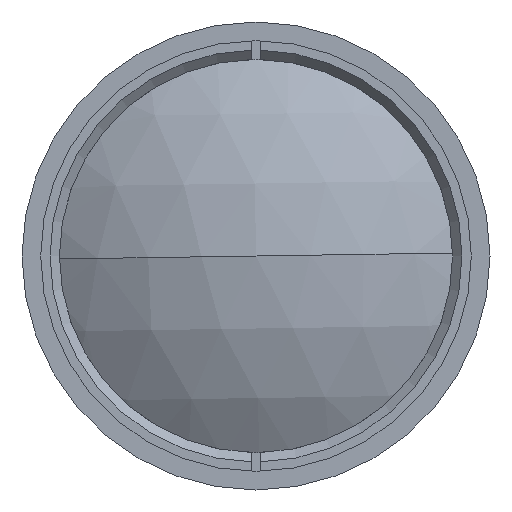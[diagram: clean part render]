
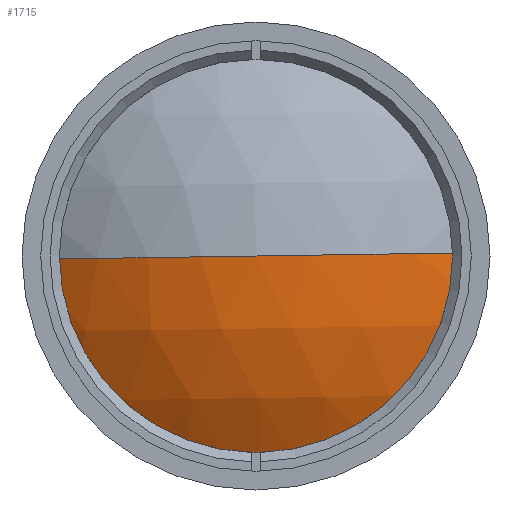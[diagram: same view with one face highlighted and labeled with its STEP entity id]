
A CAD part, left-side view. The second image highlights one B-rep face of the part: STEP entity #1715.
In plain terms, the highlighted spherical face has radius 38.79 mm.
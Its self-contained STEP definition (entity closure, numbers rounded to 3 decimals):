
#250 = CIRCLE ( 'NONE', #1310, 22. ) ;
#399 = AXIS2_PLACEMENT_3D ( 'NONE', #1905, #1121, #2184 ) ;
#477 = DIRECTION ( 'NONE',  ( -1., 0., 0. ) ) ;
#552 = EDGE_CURVE ( 'NONE', #1545, #1328, #250, .T. ) ;
#666 = DIRECTION ( 'NONE',  ( 0., 0.015, 1. ) ) ;
#671 = CARTESIAN_POINT ( 'NONE',  ( 39.822, 0., 0. ) ) ;
#872 = ORIENTED_EDGE ( 'NONE', *, *, #552, .T. ) ;
#961 = DIRECTION ( 'NONE',  ( 0., -1., 0.015 ) ) ;
#980 = EDGE_CURVE ( 'NONE', #1545, #1530, #1792, .T. ) ;
#1087 = SPHERICAL_SURFACE ( 'NONE', #399, 38.79 ) ;
#1121 = DIRECTION ( 'NONE',  ( 0., -0.015, -1. ) ) ;
#1203 = CARTESIAN_POINT ( 'NONE',  ( 7.874, 0., 0. ) ) ;
#1253 = CARTESIAN_POINT ( 'NONE',  ( 7.874, 21.998, -0.33 ) ) ;
#1300 = FACE_OUTER_BOUND ( 'NONE', #2287, .T. ) ;
#1310 = AXIS2_PLACEMENT_3D ( 'NONE', #1203, #477, #2030 ) ;
#1312 = CARTESIAN_POINT ( 'NONE',  ( 1.032, 0., 0. ) ) ;
#1318 = ORIENTED_EDGE ( 'NONE', *, *, #1512, .T. ) ;
#1328 = VERTEX_POINT ( 'NONE', #2261 ) ;
#1361 = DIRECTION ( 'NONE',  ( 0., 1., -0.015 ) ) ;
#1368 = DIRECTION ( 'NONE',  ( 0., -0.015, -1. ) ) ;
#1374 = CARTESIAN_POINT ( 'NONE',  ( 39.822, 0., 0. ) ) ;
#1512 = EDGE_CURVE ( 'NONE', #1328, #1530, #2251, .T. ) ;
#1530 = VERTEX_POINT ( 'NONE', #1312 ) ;
#1545 = VERTEX_POINT ( 'NONE', #1253 ) ;
#1574 = AXIS2_PLACEMENT_3D ( 'NONE', #671, #666, #961 ) ;
#1625 = ORIENTED_EDGE ( 'NONE', *, *, #980, .F. ) ;
#1715 = ADVANCED_FACE ( 'NONE', ( #1300 ), #1087, .T. ) ;
#1792 = CIRCLE ( 'NONE', #1574, 38.79 ) ;
#1905 = CARTESIAN_POINT ( 'NONE',  ( 39.822, 0., 0. ) ) ;
#2030 = DIRECTION ( 'NONE',  ( 0., 0.015, 1. ) ) ;
#2184 = DIRECTION ( 'NONE',  ( 0., 1., -0.015 ) ) ;
#2251 = CIRCLE ( 'NONE', #2348, 38.79 ) ;
#2261 = CARTESIAN_POINT ( 'NONE',  ( 7.874, -21.998, 0.33 ) ) ;
#2287 = EDGE_LOOP ( 'NONE', ( #872, #1318, #1625 ) ) ;
#2348 = AXIS2_PLACEMENT_3D ( 'NONE', #1374, #1368, #1361 ) ;
